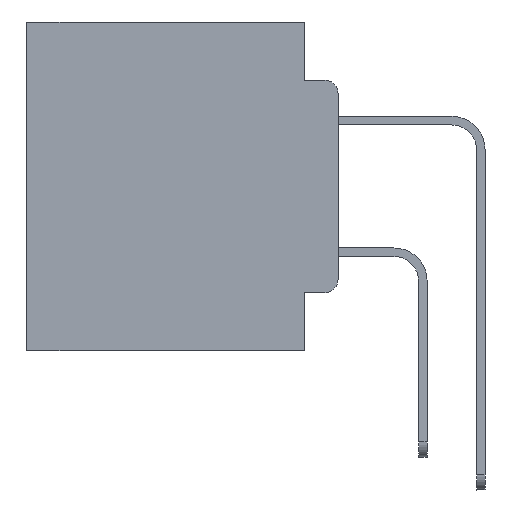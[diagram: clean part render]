
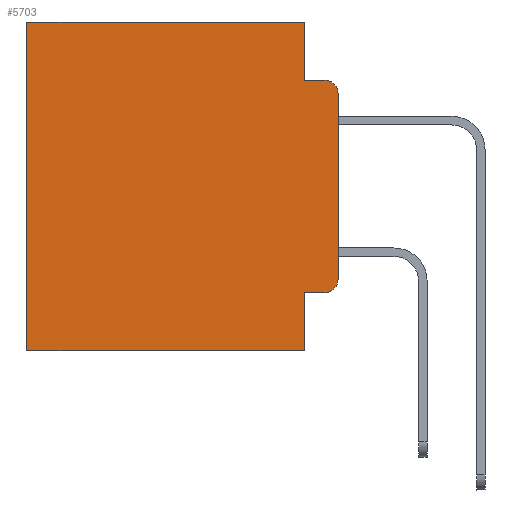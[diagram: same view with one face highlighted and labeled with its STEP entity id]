
A CAD part, left-side view. The second image highlights one B-rep face of the part: STEP entity #5703.
In plain terms, the highlighted planar face has unit normal (-1, 0, 0).
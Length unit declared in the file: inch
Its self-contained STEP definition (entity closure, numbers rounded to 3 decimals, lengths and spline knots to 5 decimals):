
#517 = LINE ( 'NONE', #17673, #18093 ) ;
#780 = DIRECTION ( 'NONE',  ( 0., 1., 0. ) ) ;
#1606 = CARTESIAN_POINT ( 'NONE',  ( 0.298, 0., 0. ) ) ;
#1719 = VERTEX_POINT ( 'NONE', #7577 ) ;
#2735 = CARTESIAN_POINT ( 'NONE',  ( 0.298, 0.051, -0.4115 ) ) ;
#2909 = EDGE_CURVE ( 'NONE', #4395, #1719, #16013, .T. ) ;
#3456 = ORIENTED_EDGE ( 'NONE', *, *, #23186, .T. ) ;
#3607 = CARTESIAN_POINT ( 'NONE',  ( 0.298, 0.02, -0.1085 ) ) ;
#3610 = VECTOR ( 'NONE', #22857, 39.37008 ) ;
#3668 = VERTEX_POINT ( 'NONE', #26951 ) ;
#4395 = VERTEX_POINT ( 'NONE', #8987 ) ;
#5048 = CARTESIAN_POINT ( 'NONE',  ( 0.298, 0.473, 0. ) ) ;
#5259 = CARTESIAN_POINT ( 'NONE',  ( 0.298, 0.051, -0.0885 ) ) ;
#5355 = DIRECTION ( 'NONE',  ( 0., 1., 0. ) ) ;
#5703 = ADVANCED_FACE ( 'NONE', ( #8473 ), #8618, .F. ) ;
#5972 = DIRECTION ( 'NONE',  ( 0., 0., -1. ) ) ;
#6236 = VECTOR ( 'NONE', #24529, 39.37008 ) ;
#6726 = VERTEX_POINT ( 'NONE', #2735 ) ;
#7134 = CARTESIAN_POINT ( 'NONE',  ( 0.298, 0.051, 0. ) ) ;
#7415 = ORIENTED_EDGE ( 'NONE', *, *, #9665, .F. ) ;
#7577 = CARTESIAN_POINT ( 'NONE',  ( 0.298, 0.473, -0.5 ) ) ;
#7705 = LINE ( 'NONE', #5048, #22728 ) ;
#7717 = ORIENTED_EDGE ( 'NONE', *, *, #2909, .F. ) ;
#7890 = CARTESIAN_POINT ( 'NONE',  ( 0.298, 0.473, 0. ) ) ;
#8473 = FACE_OUTER_BOUND ( 'NONE', #14139, .T. ) ;
#8584 = LINE ( 'NONE', #15164, #16641 ) ;
#8618 = PLANE ( 'NONE',  #23363 ) ;
#8987 = CARTESIAN_POINT ( 'NONE',  ( 0.298, 0.051, -0.5 ) ) ;
#9080 = EDGE_CURVE ( 'NONE', #10841, #19682, #517, .T. ) ;
#9665 = EDGE_CURVE ( 'NONE', #3668, #25885, #26935, .T. ) ;
#9717 = ORIENTED_EDGE ( 'NONE', *, *, #19664, .T. ) ;
#10198 = AXIS2_PLACEMENT_3D ( 'NONE', #3607, #20338, #22864 ) ;
#10841 = VERTEX_POINT ( 'NONE', #7134 ) ;
#11064 = LINE ( 'NONE', #20050, #14369 ) ;
#12505 = VECTOR ( 'NONE', #5355, 39.37008 ) ;
#12703 = ORIENTED_EDGE ( 'NONE', *, *, #23392, .F. ) ;
#13566 = CARTESIAN_POINT ( 'NONE',  ( 0.298, 0.02, -0.3915 ) ) ;
#13589 = DIRECTION ( 'NONE',  ( 0., 0., -1. ) ) ;
#14139 = EDGE_LOOP ( 'NONE', ( #7415, #15624, #12703, #24555, #3456, #21602, #7717, #23315, #9717, #16662 ) ) ;
#14369 = VECTOR ( 'NONE', #780, 39.37008 ) ;
#14697 = CARTESIAN_POINT ( 'NONE',  ( 0.298, 0., -0.3915 ) ) ;
#15164 = CARTESIAN_POINT ( 'NONE',  ( 0.298, 0.051, 0. ) ) ;
#15202 = CIRCLE ( 'NONE', #20171, 0.02 ) ;
#15424 = EDGE_CURVE ( 'NONE', #27105, #1719, #7705, .T. ) ;
#15624 = ORIENTED_EDGE ( 'NONE', *, *, #18319, .T. ) ;
#15806 = DIRECTION ( 'NONE',  ( 0., 0., -1. ) ) ;
#15971 = VERTEX_POINT ( 'NONE', #22377 ) ;
#16013 = LINE ( 'NONE', #23061, #12505 ) ;
#16641 = VECTOR ( 'NONE', #25759, 39.37008 ) ;
#16662 = ORIENTED_EDGE ( 'NONE', *, *, #24931, .T. ) ;
#17186 = CARTESIAN_POINT ( 'NONE',  ( 0.298, 0., 0. ) ) ;
#17321 = DIRECTION ( 'NONE',  ( 0., 0., -1. ) ) ;
#17673 = CARTESIAN_POINT ( 'NONE',  ( 0.298, 0.051, 0. ) ) ;
#18093 = VECTOR ( 'NONE', #13589, 39.37008 ) ;
#18319 = EDGE_CURVE ( 'NONE', #3668, #15971, #20525, .T. ) ;
#19254 = CARTESIAN_POINT ( 'NONE',  ( 0.298, 0.02, -0.4115 ) ) ;
#19664 = EDGE_CURVE ( 'NONE', #6726, #22652, #26791, .T. ) ;
#19682 = VERTEX_POINT ( 'NONE', #5259 ) ;
#19872 = CARTESIAN_POINT ( 'NONE',  ( 0.298, 0.051, -0.4115 ) ) ;
#20050 = CARTESIAN_POINT ( 'NONE',  ( 0.298, 0., 0. ) ) ;
#20171 = AXIS2_PLACEMENT_3D ( 'NONE', #13566, #22434, #15806 ) ;
#20329 = CARTESIAN_POINT ( 'NONE',  ( 0.298, 0.051, -0.0885 ) ) ;
#20338 = DIRECTION ( 'NONE',  ( -1., 0., 0. ) ) ;
#20468 = LINE ( 'NONE', #20329, #3610 ) ;
#20525 = CIRCLE ( 'NONE', #10198, 0.02 ) ;
#21602 = ORIENTED_EDGE ( 'NONE', *, *, #15424, .T. ) ;
#21672 = VECTOR ( 'NONE', #5972, 39.37008 ) ;
#22377 = CARTESIAN_POINT ( 'NONE',  ( 0.298, 0.02, -0.0885 ) ) ;
#22434 = DIRECTION ( 'NONE',  ( -1., 0., 0. ) ) ;
#22652 = VERTEX_POINT ( 'NONE', #19254 ) ;
#22728 = VECTOR ( 'NONE', #26567, 39.37008 ) ;
#22857 = DIRECTION ( 'NONE',  ( 0., -1., 0. ) ) ;
#22864 = DIRECTION ( 'NONE',  ( 0., 0., -1. ) ) ;
#23061 = CARTESIAN_POINT ( 'NONE',  ( 0.298, 0., -0.5 ) ) ;
#23186 = EDGE_CURVE ( 'NONE', #10841, #27105, #11064, .T. ) ;
#23315 = ORIENTED_EDGE ( 'NONE', *, *, #23855, .F. ) ;
#23363 = AXIS2_PLACEMENT_3D ( 'NONE', #17186, #27621, #17321 ) ;
#23392 = EDGE_CURVE ( 'NONE', #19682, #15971, #20468, .T. ) ;
#23855 = EDGE_CURVE ( 'NONE', #6726, #4395, #8584, .T. ) ;
#24529 = DIRECTION ( 'NONE',  ( 0., -1., 0. ) ) ;
#24555 = ORIENTED_EDGE ( 'NONE', *, *, #9080, .F. ) ;
#24931 = EDGE_CURVE ( 'NONE', #22652, #25885, #15202, .T. ) ;
#25759 = DIRECTION ( 'NONE',  ( 0., 0., -1. ) ) ;
#25885 = VERTEX_POINT ( 'NONE', #14697 ) ;
#26567 = DIRECTION ( 'NONE',  ( 0., 0., -1. ) ) ;
#26791 = LINE ( 'NONE', #19872, #6236 ) ;
#26935 = LINE ( 'NONE', #1606, #21672 ) ;
#26951 = CARTESIAN_POINT ( 'NONE',  ( 0.298, 0., -0.1085 ) ) ;
#27105 = VERTEX_POINT ( 'NONE', #7890 ) ;
#27621 = DIRECTION ( 'NONE',  ( 1., 0., 0. ) ) ;
